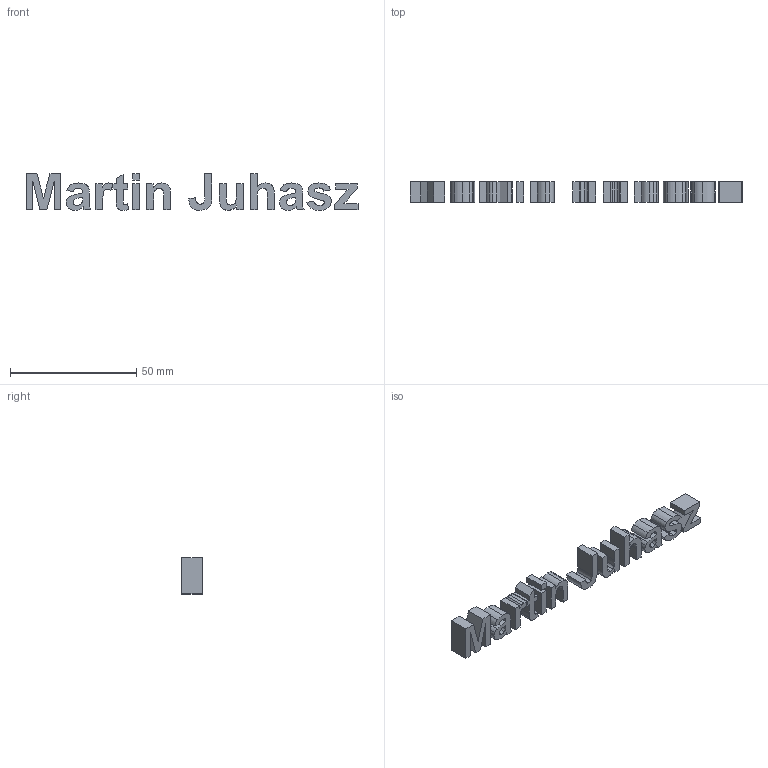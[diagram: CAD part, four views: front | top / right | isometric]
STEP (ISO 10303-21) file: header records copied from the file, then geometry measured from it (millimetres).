
FILE_DESCRIPTION(/* description */ (''),/* implementation_level */ '2;1');
FILE_NAME(/* name */ '3D Logo v2.stp',/* time_stamp */ '2022-09-22T11:54:36+02:00',/* author */ (''),/* organization */ (''),/* preprocessor_version */ 'ST-DEVELOPER v19',/* originating_system */ 'Autodesk Translation Framework v11.7.0.108',/* authorisation */ '');
FILE_SCHEMA (('AUTOMOTIVE_DESIGN { 1 0 10303 214 3 1 1 }'));
Length unit declared in the file: millimetre
Products named in the file (1): 3D Logo
Bounding box: 131.53 x 8 x 14.56 mm (x, y, z)
Volume: 6225.2 mm3; surface area: 6983.1 mm2
Topology: 13 solids, 13 shells, 259 faces, 699 edges, 466 vertices
Faces by surface type: bspline 143, plane 116
Entity records: 9412 total; most frequent: CARTESIAN_POINT 3856, ORIENTED_EDGE 1398, EDGE_CURVE 699, DIRECTION 647, VERTEX_POINT 466, LINE 413, VECTOR 413, B_SPLINE_CURVE_WITH_KNOTS 286
